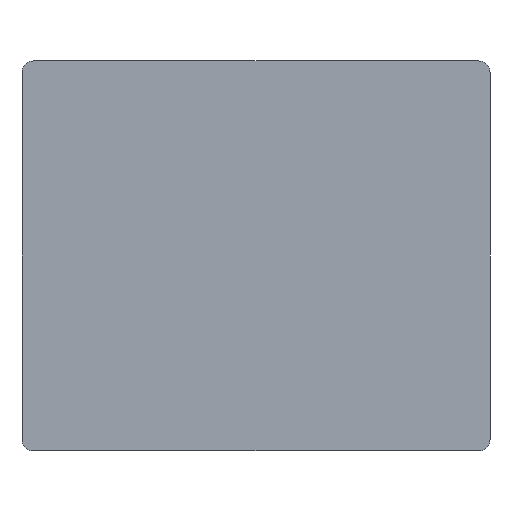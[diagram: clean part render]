
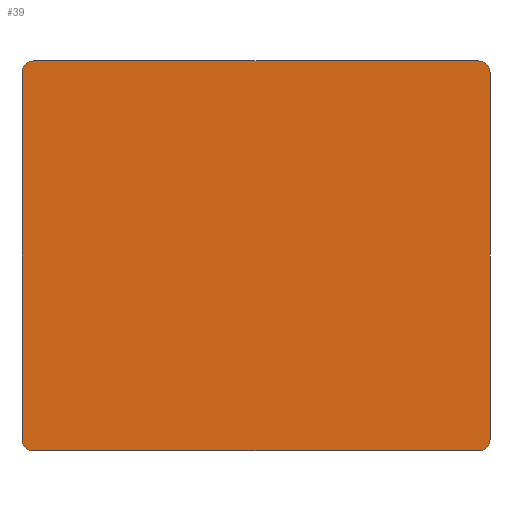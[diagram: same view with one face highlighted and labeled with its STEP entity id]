
A CAD part, front view. The second image highlights one B-rep face of the part: STEP entity #39.
In plain terms, the highlighted planar face has unit normal (0, -1, 0).
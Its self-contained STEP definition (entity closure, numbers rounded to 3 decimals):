
#1 = CARTESIAN_POINT ( 'NONE',  ( 13.4, 0., -10. ) ) ;
#2 = EDGE_CURVE ( 'NONE', #526, #293, #117, .T. ) ;
#5 = ORIENTED_EDGE ( 'NONE', *, *, #51, .T. ) ;
#12 = VECTOR ( 'NONE', #300, 1000. ) ;
#20 = LINE ( 'NONE', #249, #463 ) ;
#36 = DIRECTION ( 'NONE',  ( 0., 0., 1. ) ) ;
#39 = ADVANCED_FACE ( 'NONE', ( #233 ), #531, .F. ) ;
#41 = DIRECTION ( 'NONE',  ( 0., -1., 0. ) ) ;
#44 = CARTESIAN_POINT ( 'NONE',  ( -10., 0., 10. ) ) ;
#48 = VERTEX_POINT ( 'NONE', #106 ) ;
#51 = EDGE_CURVE ( 'NONE', #526, #48, #219, .T. ) ;
#54 = VECTOR ( 'NONE', #138, 1000. ) ;
#65 = CARTESIAN_POINT ( 'NONE',  ( 0., 0., 0. ) ) ;
#67 = CIRCLE ( 'NONE', #283, 0.6 ) ;
#68 = CARTESIAN_POINT ( 'NONE',  ( 14., 0., -9.4 ) ) ;
#72 = AXIS2_PLACEMENT_3D ( 'NONE', #459, #194, #500 ) ;
#75 = ORIENTED_EDGE ( 'NONE', *, *, #462, .T. ) ;
#84 = DIRECTION ( 'NONE',  ( 1., 0., 0. ) ) ;
#85 = ORIENTED_EDGE ( 'NONE', *, *, #317, .T. ) ;
#87 = VECTOR ( 'NONE', #84, 1000. ) ;
#90 = CARTESIAN_POINT ( 'NONE',  ( -9.4, 0., 10. ) ) ;
#91 = CARTESIAN_POINT ( 'NONE',  ( -9.4, 0., 9.4 ) ) ;
#95 = AXIS2_PLACEMENT_3D ( 'NONE', #65, #374, #105 ) ;
#105 = DIRECTION ( 'NONE',  ( 0., 0., 1. ) ) ;
#106 = CARTESIAN_POINT ( 'NONE',  ( -9.4, 0., -10. ) ) ;
#107 = AXIS2_PLACEMENT_3D ( 'NONE', #496, #239, #530 ) ;
#116 = DIRECTION ( 'NONE',  ( -1., 0., 0. ) ) ;
#117 = LINE ( 'NONE', #386, #12 ) ;
#126 = CARTESIAN_POINT ( 'NONE',  ( 13.4, 0., 10. ) ) ;
#130 = CIRCLE ( 'NONE', #107, 0.6 ) ;
#138 = DIRECTION ( 'NONE',  ( 0., 0., -1. ) ) ;
#140 = DIRECTION ( 'NONE',  ( 0., 0., 1. ) ) ;
#167 = ORIENTED_EDGE ( 'NONE', *, *, #403, .T. ) ;
#184 = ORIENTED_EDGE ( 'NONE', *, *, #411, .F. ) ;
#194 = DIRECTION ( 'NONE',  ( 0., -1., 0. ) ) ;
#219 = CIRCLE ( 'NONE', #72, 0.6 ) ;
#233 = FACE_OUTER_BOUND ( 'NONE', #342, .T. ) ;
#239 = DIRECTION ( 'NONE',  ( 0., -1., 0. ) ) ;
#248 = CIRCLE ( 'NONE', #397, 0.6 ) ;
#249 = CARTESIAN_POINT ( 'NONE',  ( -10., 0., -10. ) ) ;
#279 = ORIENTED_EDGE ( 'NONE', *, *, #2, .F. ) ;
#283 = AXIS2_PLACEMENT_3D ( 'NONE', #299, #41, #36 ) ;
#285 = LINE ( 'NONE', #313, #54 ) ;
#287 = EDGE_CURVE ( 'NONE', #407, #48, #20, .T. ) ;
#291 = VERTEX_POINT ( 'NONE', #460 ) ;
#293 = VERTEX_POINT ( 'NONE', #421 ) ;
#297 = ORIENTED_EDGE ( 'NONE', *, *, #287, .F. ) ;
#299 = CARTESIAN_POINT ( 'NONE',  ( 13.4, 0., 9.4 ) ) ;
#300 = DIRECTION ( 'NONE',  ( 0., 0., 1. ) ) ;
#313 = CARTESIAN_POINT ( 'NONE',  ( 14., 0., -10. ) ) ;
#317 = EDGE_CURVE ( 'NONE', #407, #436, #130, .T. ) ;
#342 = EDGE_LOOP ( 'NONE', ( #279, #5, #297, #85, #184, #167, #434, #75 ) ) ;
#360 = EDGE_CURVE ( 'NONE', #430, #525, #448, .T. ) ;
#374 = DIRECTION ( 'NONE',  ( 0., 1., 0. ) ) ;
#386 = CARTESIAN_POINT ( 'NONE',  ( -10., 0., -10. ) ) ;
#397 = AXIS2_PLACEMENT_3D ( 'NONE', #91, #400, #140 ) ;
#400 = DIRECTION ( 'NONE',  ( 0., -1., 0. ) ) ;
#403 = EDGE_CURVE ( 'NONE', #291, #525, #67, .T. ) ;
#407 = VERTEX_POINT ( 'NONE', #1 ) ;
#411 = EDGE_CURVE ( 'NONE', #291, #436, #285, .T. ) ;
#421 = CARTESIAN_POINT ( 'NONE',  ( -10., 0., 9.4 ) ) ;
#429 = CARTESIAN_POINT ( 'NONE',  ( -10., 0., -9.4 ) ) ;
#430 = VERTEX_POINT ( 'NONE', #90 ) ;
#434 = ORIENTED_EDGE ( 'NONE', *, *, #360, .F. ) ;
#436 = VERTEX_POINT ( 'NONE', #68 ) ;
#448 = LINE ( 'NONE', #44, #87 ) ;
#459 = CARTESIAN_POINT ( 'NONE',  ( -9.4, 0., -9.4 ) ) ;
#460 = CARTESIAN_POINT ( 'NONE',  ( 14., 0., 9.4 ) ) ;
#462 = EDGE_CURVE ( 'NONE', #430, #293, #248, .T. ) ;
#463 = VECTOR ( 'NONE', #116, 1000. ) ;
#496 = CARTESIAN_POINT ( 'NONE',  ( 13.4, 0., -9.4 ) ) ;
#500 = DIRECTION ( 'NONE',  ( 0., 0., 1. ) ) ;
#525 = VERTEX_POINT ( 'NONE', #126 ) ;
#526 = VERTEX_POINT ( 'NONE', #429 ) ;
#530 = DIRECTION ( 'NONE',  ( 0., 0., 1. ) ) ;
#531 = PLANE ( 'NONE',  #95 ) ;
